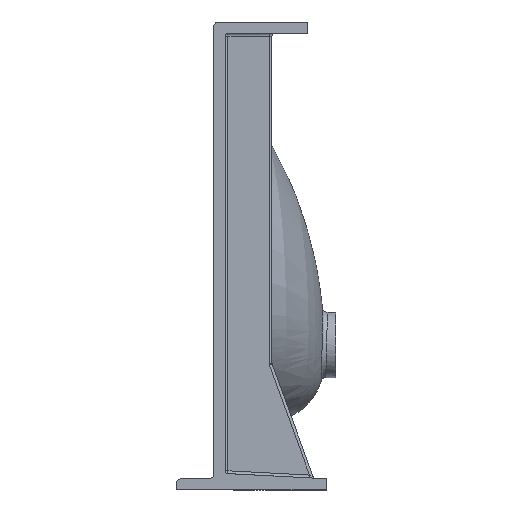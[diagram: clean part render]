
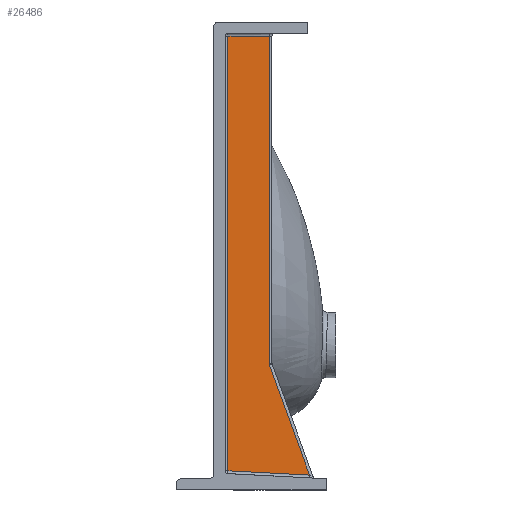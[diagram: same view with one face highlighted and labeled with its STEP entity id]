
A CAD part, left-side view. The second image highlights one B-rep face of the part: STEP entity #26486.
In plain terms, the highlighted planar face has unit normal (-1, 0, 0).
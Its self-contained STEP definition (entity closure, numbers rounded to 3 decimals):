
#107 = CARTESIAN_POINT ( 'NONE',  ( -876., -59.05, 237.5 ) ) ;
#640 = VECTOR ( 'NONE', #35256, 1000. ) ;
#834 = LINE ( 'NONE', #12189, #23471 ) ;
#3254 = CARTESIAN_POINT ( 'NONE',  ( -876., -59.231, -113.492 ) ) ;
#3500 = DIRECTION ( 'NONE',  ( 0., 1., 0. ) ) ;
#3951 = EDGE_CURVE ( 'NONE', #22094, #7253, #34376, .T. ) ;
#4306 = LINE ( 'NONE', #4486, #640 ) ;
#4308 = CARTESIAN_POINT ( 'NONE',  ( -876., -15.05, -72.166 ) ) ;
#4486 = CARTESIAN_POINT ( 'NONE',  ( -876., -59.05, 240.5 ) ) ;
#4535 = EDGE_CURVE ( 'NONE', #17149, #22094, #834, .T. ) ;
#6803 = VERTEX_POINT ( 'NONE', #107 ) ;
#6946 = DIRECTION ( 'NONE',  ( 0., 0., 1. ) ) ;
#7253 = VERTEX_POINT ( 'NONE', #32088 ) ;
#7487 = EDGE_CURVE ( 'NONE', #7253, #6803, #4306, .T. ) ;
#7915 = ORIENTED_EDGE ( 'NONE', *, *, #23718, .T. ) ;
#9097 = CARTESIAN_POINT ( 'NONE',  ( -876., -526.703, 237.5 ) ) ;
#10005 = EDGE_CURVE ( 'NONE', #6803, #21273, #23055, .T. ) ;
#11957 = ORIENTED_EDGE ( 'NONE', *, *, #4535, .T. ) ;
#12189 = CARTESIAN_POINT ( 'NONE',  ( -876., -501.025, -252.467 ) ) ;
#12700 = PLANE ( 'NONE',  #28410 ) ;
#13238 = CARTESIAN_POINT ( 'NONE',  ( -876., -15.05, -226.998 ) ) ;
#15120 = VECTOR ( 'NONE', #20576, 1000. ) ;
#16362 = VECTOR ( 'NONE', #3500, 1000. ) ;
#17149 = VERTEX_POINT ( 'NONE', #22066 ) ;
#20024 = CARTESIAN_POINT ( 'NONE',  ( -876., -15.05, 237.5 ) ) ;
#20392 = DIRECTION ( 'NONE',  ( 0., -0.999, -0.052 ) ) ;
#20576 = DIRECTION ( 'NONE',  ( 0., 0.342, 0.94 ) ) ;
#20914 = CARTESIAN_POINT ( 'NONE',  ( -876., -526.703, 237.5 ) ) ;
#21273 = VERTEX_POINT ( 'NONE', #27798 ) ;
#22066 = CARTESIAN_POINT ( 'NONE',  ( -876., -15.05, -226.998 ) ) ;
#22094 = VERTEX_POINT ( 'NONE', #33682 ) ;
#23055 = LINE ( 'NONE', #9097, #16362 ) ;
#23471 = VECTOR ( 'NONE', #20392, 1000. ) ;
#23718 = EDGE_CURVE ( 'NONE', #21273, #17149, #28687, .T. ) ;
#23876 = FACE_OUTER_BOUND ( 'NONE', #36806, .T. ) ;
#26486 = ADVANCED_FACE ( 'NONE', ( #23876 ), #12700, .T. ) ;
#27798 = CARTESIAN_POINT ( 'NONE',  ( -876., -15.05, 237.5 ) ) ;
#28019 = ORIENTED_EDGE ( 'NONE', *, *, #3951, .T. ) ;
#28410 = AXIS2_PLACEMENT_3D ( 'NONE', #20914, #29670, #6946 ) ;
#28600 = ORIENTED_EDGE ( 'NONE', *, *, #7487, .T. ) ;
#28687 = B_SPLINE_CURVE_WITH_KNOTS ( 'NONE', 3,
 ( #20024, #30199, #4308, #13238 ),
 .UNSPECIFIED., .F., .F.,
 ( 4, 4 ),
 ( 0.006, 0.994 ),
 .UNSPECIFIED. ) ;
#29670 = DIRECTION ( 'NONE',  ( -1., 0., 0. ) ) ;
#30199 = CARTESIAN_POINT ( 'NONE',  ( -876., -15.05, 82.667 ) ) ;
#32088 = CARTESIAN_POINT ( 'NONE',  ( -876., -59.05, -112.995 ) ) ;
#33682 = CARTESIAN_POINT ( 'NONE',  ( -876., -102.206, -231.566 ) ) ;
#34376 = LINE ( 'NONE', #3254, #15120 ) ;
#35256 = DIRECTION ( 'NONE',  ( 0., 0., 1. ) ) ;
#36081 = ORIENTED_EDGE ( 'NONE', *, *, #10005, .T. ) ;
#36806 = EDGE_LOOP ( 'NONE', ( #7915, #11957, #28019, #28600, #36081 ) ) ;
